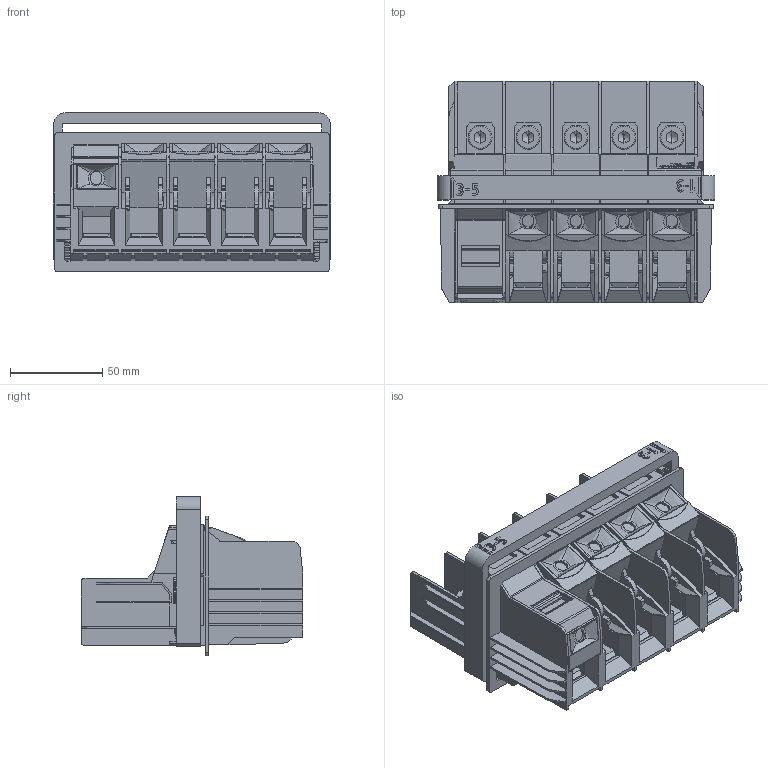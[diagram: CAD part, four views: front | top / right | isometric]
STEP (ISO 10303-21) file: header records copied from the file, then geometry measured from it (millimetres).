
FILE_DESCRIPTION(('Creo Elements/Direct Modeling STEP Export'),'2;1');
FILE_NAME('model.stp','2020-04-14T10:13:21',(''),(''),'Creo Elements/Direct Modeling STEP processor for AP214 (Solid Model)','Creo Elements/Direct Modeling 20.1A 29-Sep-2018 (C) Parametric Technology GmbH','');
FILE_SCHEMA(('AUTOMOTIVE_DESIGN { 1 0 10303 214 1 1 1 1 }'));
Length unit declared in the file: millimetre
Products named in the file (14): SCHNORR-Scheibe_Gr_8.2; SCHNORR-Scheibe_Gr_8.3; SCHNORR-Scheibe_Gr_8.4; SCHNORR-Scheibe_Gr_8.1; schr.zyl-iskt_m8x12.2; schr.zyl-iskt_m8x12.4; schr.zyl-iskt_m8x12.1; schr.zyl-iskt_m8x12.3; SCHNORR-Scheibe_Gr_8.1.1; schr.zyl-iskt_m8x12.1.1; Baugruppe_Schrauben; TW95-Innenteil.1; TW95-Wendeklemmkeil.2; TW95_5-CL
Assembly tree (13 placements, depth 3):
  TW95_5-CL
    TW95-Wendeklemmkeil.2
    TW95-Innenteil.1
    Baugruppe_Schrauben
      schr.zyl-iskt_m8x12.1.1
      SCHNORR-Scheibe_Gr_8.1.1
      schr.zyl-iskt_m8x12.3
      schr.zyl-iskt_m8x12.1
      schr.zyl-iskt_m8x12.4
      schr.zyl-iskt_m8x12.2
      SCHNORR-Scheibe_Gr_8.1
      SCHNORR-Scheibe_Gr_8.4
      SCHNORR-Scheibe_Gr_8.3
      SCHNORR-Scheibe_Gr_8.2
Bounding box: 150.5 x 120.05 x 86.62 mm (x, y, z)
Volume: 555970.7 mm3; surface area: 129070 mm2
Topology: 12 solids, 12 shells, 2037 faces, 5721 edges, 3781 vertices
Faces by surface type: plane 1512, cylinder 394, cone 50, bspline 44, extrusion 23, torus 12, sphere 2
Entity records: 97657 total; most frequent: CARTESIAN_POINT 29746, ORIENTED_EDGE 11418, DIRECTION 9601, EDGE_CURVE 5709, VECTOR 4441, LINE 4418, VERTEX_POINT 3781, AXIS2_PLACEMENT_3D 2580
